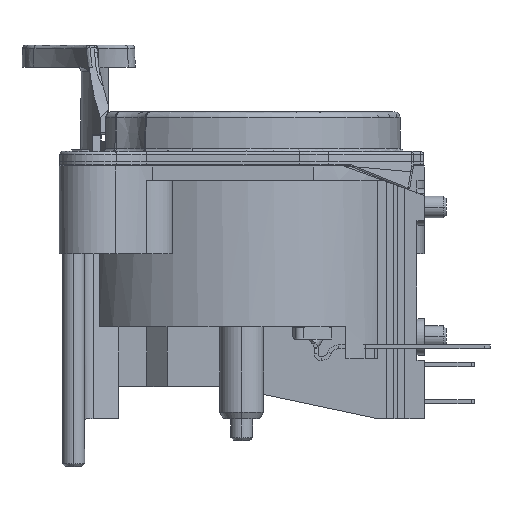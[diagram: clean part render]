
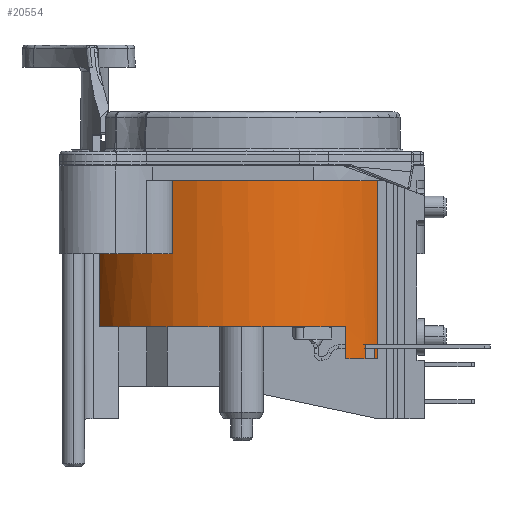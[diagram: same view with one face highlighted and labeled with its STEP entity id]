
A CAD part, left-side view. The second image highlights one B-rep face of the part: STEP entity #20554.
In plain terms, the highlighted cylindrical face has radius 11 mm (diameter 22 mm), a partial arc.
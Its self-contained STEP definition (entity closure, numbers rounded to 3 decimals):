
#889=CARTESIAN_POINT('',(0.,0.,-7.));
#890=DIRECTION('',(0.,0.,-1.));
#891=DIRECTION('',(-0.903,0.43,0.));
#892=AXIS2_PLACEMENT_3D('',#889,#890,#891);
#1013=CARTESIAN_POINT('',(0.,0.,-12.));
#1014=DIRECTION('',(0.,0.,-1.));
#1015=DIRECTION('',(-0.764,-0.645,0.));
#1016=AXIS2_PLACEMENT_3D('',#1013,#1014,#1015);
#1478=DIRECTION('',(0.,0.,1.));
#1479=VECTOR('',#1478,10.);
#1480=CARTESIAN_POINT('',(-5.059,9.768,-12.));
#1481=LINE('',#1480,#1479);
#1482=DIRECTION('',(0.,0.,-1.));
#1483=VECTOR('',#1482,5.);
#1484=CARTESIAN_POINT('',(-9.933,4.727,-2.));
#1485=LINE('',#1484,#1483);
#1486=DIRECTION('',(0.,0.,-1.));
#1487=VECTOR('',#1486,0.25);
#1488=CARTESIAN_POINT('',(-6.2,-9.086,-13.25));
#1489=LINE('',#1488,#1487);
#1597=CARTESIAN_POINT('',(0.,0.,-2.));
#1598=DIRECTION('',(0.,0.,1.));
#1599=DIRECTION('',(-0.46,0.888,0.));
#1600=AXIS2_PLACEMENT_3D('',#1597,#1598,#1599);
#1643=CARTESIAN_POINT('',(0.,0.,-2.));
#1644=DIRECTION('',(0.,0.,-1.));
#1645=DIRECTION('',(-0.536,-0.844,0.));
#1646=AXIS2_PLACEMENT_3D('',#1643,#1644,#1645);
#2013=DIRECTION('',(0.,0.,1.));
#2014=VECTOR('',#2013,12.2);
#2015=CARTESIAN_POINT('',(-5.9,-9.284,-14.2));
#2016=LINE('',#2015,#2014);
#2167=DIRECTION('',(0.,0.,-1.));
#2168=VECTOR('',#2167,1.);
#2169=CARTESIAN_POINT('',(-7.05,-8.444,-13.2));
#2170=LINE('',#2169,#2168);
#2723=DIRECTION('',(0.,0.,-1.));
#2724=VECTOR('',#2723,2.2);
#2725=CARTESIAN_POINT('',(-8.402,-7.1,-12.));
#2726=LINE('',#2725,#2724);
#2763=CARTESIAN_POINT('',(0.,0.,-14.2));
#2764=DIRECTION('',(0.,0.,-1.));
#2765=DIRECTION('',(-0.641,-0.768,0.));
#2766=AXIS2_PLACEMENT_3D('',#2763,#2764,#2765);
#2792=CARTESIAN_POINT('',(0.,0.,-13.2));
#2793=DIRECTION('',(0.,0.,-1.));
#2794=DIRECTION('',(-0.564,-0.826,0.));
#2795=AXIS2_PLACEMENT_3D('',#2792,#2793,#2794);
#2821=DIRECTION('',(0.,0.,-1.));
#2822=VECTOR('',#2821,0.05);
#2823=CARTESIAN_POINT('',(-6.2,-9.086,-13.2));
#2824=LINE('',#2823,#2822);
#2829=DIRECTION('',(0.,0.,-1.));
#2830=VECTOR('',#2829,0.7);
#2831=CARTESIAN_POINT('',(-6.2,-9.086,-13.5));
#2832=LINE('',#2831,#2830);
#2837=CARTESIAN_POINT('',(0.,0.,-14.2));
#2838=DIRECTION('',(0.,0.,-1.));
#2839=DIRECTION('',(-0.536,-0.844,0.));
#2840=AXIS2_PLACEMENT_3D('',#2837,#2838,#2839);
#14940=DIRECTION('',(0.,0.,1.));
#14941=VECTOR('',#14940,5.);
#14942=CARTESIAN_POINT('',(-5.656,9.435,-7.));
#14943=LINE('',#14942,#14941);
#15399=CARTESIAN_POINT('',(-9.933,4.727,-2.));
#15401=VERTEX_POINT('',#15399);
#15413=CARTESIAN_POINT('',(-9.933,4.727,-7.));
#15414=VERTEX_POINT('',#15413);
#15417=CARTESIAN_POINT('',(-5.9,-9.284,-2.));
#15418=VERTEX_POINT('',#15417);
#15499=CARTESIAN_POINT('',(-5.059,9.768,-2.));
#15500=CARTESIAN_POINT('',(-5.656,9.435,-2.));
#15501=VERTEX_POINT('',#15499);
#15502=VERTEX_POINT('',#15500);
#15503=CARTESIAN_POINT('',(-5.656,9.435,-7.));
#15505=VERTEX_POINT('',#15503);
#15547=CARTESIAN_POINT('',(-5.059,9.768,-12.));
#15548=VERTEX_POINT('',#15547);
#15553=CARTESIAN_POINT('',(-8.402,-7.1,-12.));
#15554=VERTEX_POINT('',#15553);
#15987=CARTESIAN_POINT('',(-7.05,-8.444,-14.2));
#15988=CARTESIAN_POINT('',(-8.402,-7.1,-14.2));
#15989=VERTEX_POINT('',#15987);
#15990=VERTEX_POINT('',#15988);
#15991=CARTESIAN_POINT('',(-7.05,-8.444,-13.2));
#15992=VERTEX_POINT('',#15991);
#15997=CARTESIAN_POINT('',(-5.9,-9.284,-14.2));
#15998=VERTEX_POINT('',#15997);
#15999=CARTESIAN_POINT('',(-6.2,-9.086,-13.2));
#16000=VERTEX_POINT('',#15999);
#16003=CARTESIAN_POINT('',(-6.2,-9.086,-14.2));
#16004=VERTEX_POINT('',#16003);
#17871=CARTESIAN_POINT('',(-6.2,-9.086,-13.25));
#17872=CARTESIAN_POINT('',(-6.2,-9.086,-13.5));
#17873=VERTEX_POINT('',#17871);
#17874=VERTEX_POINT('',#17872);
#20517=CARTESIAN_POINT('',(0.,0.,-10.8));
#20518=DIRECTION('',(0.,0.,-1.));
#20519=DIRECTION('',(-1.,0.,0.));
#20520=AXIS2_PLACEMENT_3D('',#20517,#20518,#20519);
#20521=CYLINDRICAL_SURFACE('',#20520,11.);
#20523=ORIENTED_EDGE('',*,*,#20522,.F.);
#20525=ORIENTED_EDGE('',*,*,#20524,.T.);
#20527=ORIENTED_EDGE('',*,*,#20526,.T.);
#20529=ORIENTED_EDGE('',*,*,#20528,.T.);
#20531=ORIENTED_EDGE('',*,*,#20530,.F.);
#20532=ORIENTED_EDGE('',*,*,#19783,.T.);
#20534=ORIENTED_EDGE('',*,*,#20533,.T.);
#20536=ORIENTED_EDGE('',*,*,#20535,.T.);
#20538=ORIENTED_EDGE('',*,*,#20537,.F.);
#20539=ORIENTED_EDGE('',*,*,#19650,.F.);
#20541=ORIENTED_EDGE('',*,*,#20540,.F.);
#20543=ORIENTED_EDGE('',*,*,#20542,.F.);
#20545=ORIENTED_EDGE('',*,*,#20544,.F.);
#20547=ORIENTED_EDGE('',*,*,#20546,.T.);
#20549=ORIENTED_EDGE('',*,*,#20548,.F.);
#20551=ORIENTED_EDGE('',*,*,#20550,.F.);
#20552=EDGE_LOOP('',(#20523,#20525,#20527,#20529,#20531,#20532,#20534,#20536,
#20538,#20539,#20541,#20543,#20545,#20547,#20549,#20551));
#20553=FACE_OUTER_BOUND('',#20552,.F.);
#20554=ADVANCED_FACE('',(#20553),#20521,.T.);
#893=CIRCLE('',#892,11.);
#1017=CIRCLE('',#1016,11.);
#1601=CIRCLE('',#1600,11.);
#1647=CIRCLE('',#1646,11.);
#2767=CIRCLE('',#2766,11.);
#2796=CIRCLE('',#2795,11.);
#2841=CIRCLE('',#2840,11.);
#19650=EDGE_CURVE('',#15414,#15505,#893,.T.);
#19783=EDGE_CURVE('',#15554,#15548,#1017,.T.);
#20522=EDGE_CURVE('',#16000,#17873,#2824,.T.);
#20524=EDGE_CURVE('',#16000,#15992,#2796,.T.);
#20526=EDGE_CURVE('',#15992,#15989,#2170,.T.);
#20528=EDGE_CURVE('',#15989,#15990,#2767,.T.);
#20530=EDGE_CURVE('',#15554,#15990,#2726,.T.);
#20533=EDGE_CURVE('',#15548,#15501,#1481,.T.);
#20535=EDGE_CURVE('',#15501,#15502,#1601,.T.);
#20537=EDGE_CURVE('',#15505,#15502,#14943,.T.);
#20540=EDGE_CURVE('',#15401,#15414,#1485,.T.);
#20542=EDGE_CURVE('',#15418,#15401,#1647,.T.);
#20544=EDGE_CURVE('',#15998,#15418,#2016,.T.);
#20546=EDGE_CURVE('',#15998,#16004,#2841,.T.);
#20548=EDGE_CURVE('',#17874,#16004,#2832,.T.);
#20550=EDGE_CURVE('',#17873,#17874,#1489,.T.);
